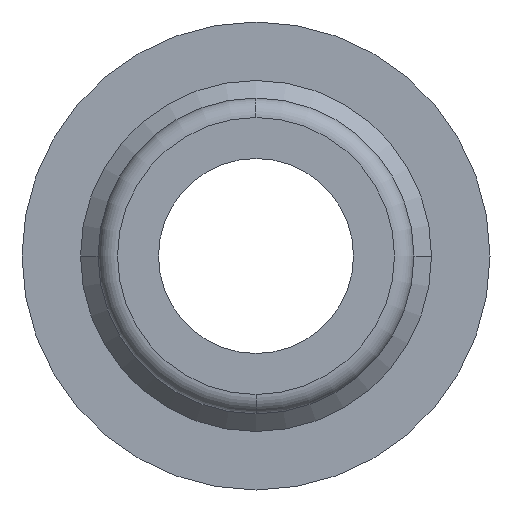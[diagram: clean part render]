
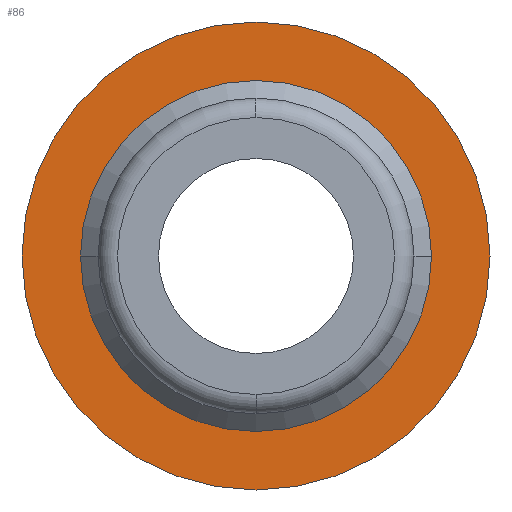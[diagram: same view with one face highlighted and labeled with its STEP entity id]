
A CAD part, front view. The second image highlights one B-rep face of the part: STEP entity #86.
In plain terms, the highlighted planar face has unit normal (0, -1, 0).
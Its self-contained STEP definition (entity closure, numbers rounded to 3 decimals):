
#86=ADVANCED_FACE('',(#201,#202),#203,.T.);
#201=FACE_OUTER_BOUND('',#348,.T.);
#202=FACE_BOUND('',#349,.T.);
#203=PLANE('',#350);
#348=EDGE_LOOP('',(#534,#535));
#349=EDGE_LOOP('',(#536,#537));
#350=AXIS2_PLACEMENT_3D('',#538,#539,#540);
#534=ORIENTED_EDGE('',*,*,#864,.F.);
#535=ORIENTED_EDGE('',*,*,#865,.F.);
#536=ORIENTED_EDGE('',*,*,#866,.F.);
#537=ORIENTED_EDGE('',*,*,#867,.F.);
#538=CARTESIAN_POINT('',(3.0,14.0,0.0));
#539=DIRECTION('',(-0.0,-1.0,-0.0));
#540=DIRECTION('',(-1.0,0.0,0.0));
#864=EDGE_CURVE('',#1028,#1029,#1030,.T.);
#865=EDGE_CURVE('',#1029,#1028,#1031,.T.);
#866=EDGE_CURVE('',#1032,#1033,#1034,.T.);
#867=EDGE_CURVE('',#1033,#1032,#1035,.T.);
#1028=VERTEX_POINT('',#1232);
#1029=VERTEX_POINT('',#1233);
#1030=CIRCLE('',#1234,6.0);
#1031=CIRCLE('',#1235,6.0);
#1032=VERTEX_POINT('',#1236);
#1033=VERTEX_POINT('',#1237);
#1034=CIRCLE('',#1238,4.5);
#1035=CIRCLE('',#1239,4.5);
#1232=CARTESIAN_POINT('',(6.0,14.0,0.0));
#1233=CARTESIAN_POINT('',(-6.0,14.0,0.));
#1234=AXIS2_PLACEMENT_3D('',#1447,#1448,#1449);
#1235=AXIS2_PLACEMENT_3D('',#1450,#1451,#1452);
#1236=CARTESIAN_POINT('',(-4.5,14.0,0.));
#1237=CARTESIAN_POINT('',(4.5,14.0,0.));
#1238=AXIS2_PLACEMENT_3D('',#1453,#1454,#1455);
#1239=AXIS2_PLACEMENT_3D('',#1456,#1457,#1458);
#1447=CARTESIAN_POINT('',(0.0,14.0,0.0));
#1448=DIRECTION('',(-0.0,1.0,0.0));
#1449=DIRECTION('',(1.0,0.0,0.0));
#1450=CARTESIAN_POINT('',(0.0,14.0,0.0));
#1451=DIRECTION('',(-0.0,1.0,0.0));
#1452=DIRECTION('',(1.0,0.0,0.0));
#1453=CARTESIAN_POINT('',(0.0,14.0,0.0));
#1454=DIRECTION('',(0.0,-1.0,0.0));
#1455=DIRECTION('',(1.0,0.0,0.0));
#1456=CARTESIAN_POINT('',(0.0,14.0,0.0));
#1457=DIRECTION('',(0.0,-1.0,0.0));
#1458=DIRECTION('',(1.0,0.0,0.0));
